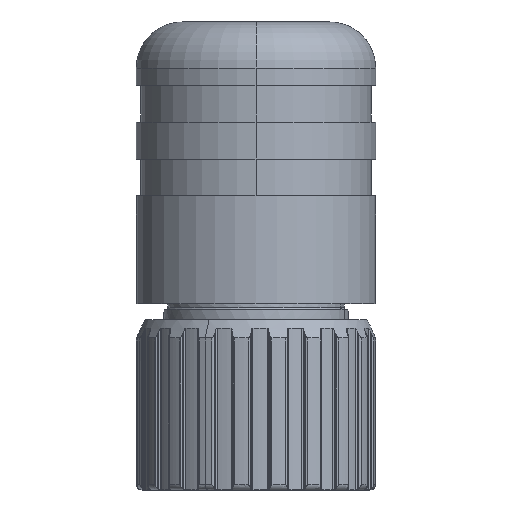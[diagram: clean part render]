
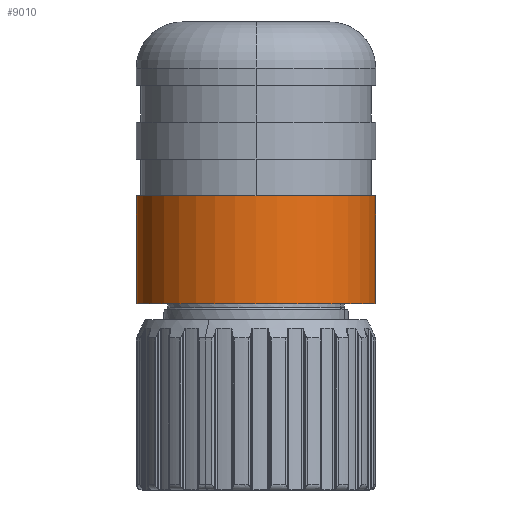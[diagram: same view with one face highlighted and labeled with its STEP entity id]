
A CAD part, front view. The second image highlights one B-rep face of the part: STEP entity #9010.
In plain terms, the highlighted cylindrical face has radius 13.005 mm (diameter 26.01 mm), a partial arc.
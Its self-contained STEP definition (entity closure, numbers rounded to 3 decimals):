
#8447=AXIS2_PLACEMENT_3D('Cylinder Axis2P3D',#8444,#8445,#8446) ;
#8698=AXIS2_PLACEMENT_3D('Circle Axis2P3D',#8696,#8697,$) ;
#9001=AXIS2_PLACEMENT_3D('Circle Axis2P3D',#8999,#9000,$) ;
#8444=CARTESIAN_POINT('Axis2P3D Location',(13.005,13.005,26.688)) ;
#8455=CARTESIAN_POINT('Vertex',(26.01,13.005,31.928)) ;
#8458=CARTESIAN_POINT('Line Origine',(26.01,13.005,26.688)) ;
#8462=CARTESIAN_POINT('Vertex',(26.01,13.005,20.228)) ;
#8469=CARTESIAN_POINT('Vertex',(0.,13.005,20.228)) ;
#8472=CARTESIAN_POINT('Line Origine',(0.,13.005,26.688)) ;
#8476=CARTESIAN_POINT('Vertex',(0.,13.005,31.928)) ;
#8696=CARTESIAN_POINT('Axis2P3D Location',(13.005,13.005,31.928)) ;
#8999=CARTESIAN_POINT('Axis2P3D Location',(13.005,13.005,20.228)) ;
#8445=DIRECTION('Axis2P3D Direction',(0.,0.,-1.)) ;
#8446=DIRECTION('Axis2P3D XDirection',(1.,0.,0.)) ;
#8459=DIRECTION('Vector Direction',(0.,0.,-1.)) ;
#8473=DIRECTION('Vector Direction',(0.,0.,-1.)) ;
#8697=DIRECTION('Axis2P3D Direction',(0.,0.,-1.)) ;
#9000=DIRECTION('Axis2P3D Direction',(0.,0.,-1.)) ;
#8460=VECTOR('Line Direction',#8459,1.) ;
#8474=VECTOR('Line Direction',#8473,1.) ;
#9005=ORIENTED_EDGE('',*,*,#8478,.F.) ;
#9006=ORIENTED_EDGE('',*,*,#9003,.F.) ;
#9007=ORIENTED_EDGE('',*,*,#8464,.T.) ;
#9008=ORIENTED_EDGE('',*,*,#8700,.T.) ;
#9010=ADVANCED_FACE('Hauptkoerper',(#9009),#8448,.T.) ;
#8699=CIRCLE('generated circle',#8698,13.005) ;
#9002=CIRCLE('generated circle',#9001,13.005) ;
#8448=CYLINDRICAL_SURFACE('generated cylinder',#8447,13.005) ;
#8464=EDGE_CURVE('',#8463,#8456,#8461,.F.) ;
#8478=EDGE_CURVE('',#8470,#8477,#8475,.F.) ;
#8700=EDGE_CURVE('',#8456,#8477,#8699,.T.) ;
#9003=EDGE_CURVE('',#8463,#8470,#9002,.T.) ;
#9004=EDGE_LOOP('',(#9005,#9006,#9007,#9008)) ;
#9009=FACE_OUTER_BOUND('',#9004,.T.) ;
#8461=LINE('Line',#8458,#8460) ;
#8475=LINE('Line',#8472,#8474) ;
#8456=VERTEX_POINT('',#8455) ;
#8463=VERTEX_POINT('',#8462) ;
#8470=VERTEX_POINT('',#8469) ;
#8477=VERTEX_POINT('',#8476) ;
